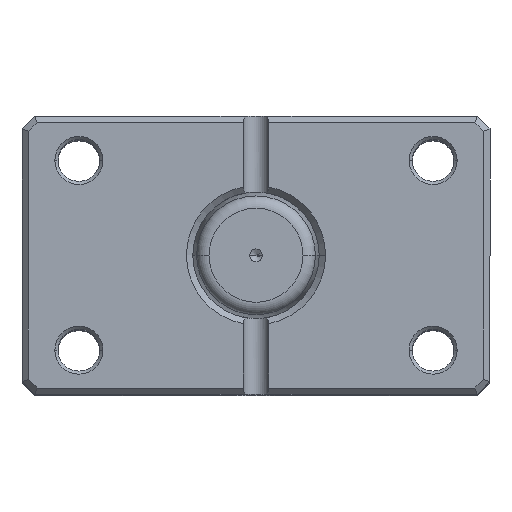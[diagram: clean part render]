
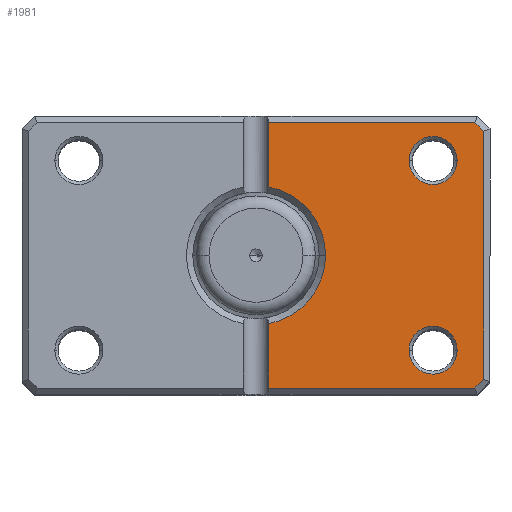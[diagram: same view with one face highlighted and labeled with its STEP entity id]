
A CAD part, top view. The second image highlights one B-rep face of the part: STEP entity #1981.
In plain terms, the highlighted face is planar.
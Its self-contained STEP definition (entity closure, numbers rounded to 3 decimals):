
#66 = CIRCLE ( 'NONE', #2223, 3.8 ) ;
#90 = ORIENTED_EDGE ( 'NONE', *, *, #4152, .T. ) ;
#158 = LINE ( 'NONE', #2277, #2523 ) ;
#288 = ORIENTED_EDGE ( 'NONE', *, *, #5570, .T. ) ;
#346 = CARTESIAN_POINT ( 'NONE',  ( -36., 19.586, 0. ) ) ;
#347 = FACE_BOUND ( 'NONE', #6275, .T. ) ;
#394 = EDGE_CURVE ( 'NONE', #450, #2325, #3451, .T. ) ;
#421 = CARTESIAN_POINT ( 'NONE',  ( 0., 21., 0. ) ) ;
#425 = CARTESIAN_POINT ( 'NONE',  ( -2., 22., 0. ) ) ;
#450 = VERTEX_POINT ( 'NONE', #5894 ) ;
#543 = DIRECTION ( 'NONE',  ( 0., -1., 0. ) ) ;
#663 = PLANE ( 'NONE',  #2874 ) ;
#683 = CARTESIAN_POINT ( 'NONE',  ( -34.586, -21., 0. ) ) ;
#689 = EDGE_CURVE ( 'NONE', #6202, #2682, #6033, .T. ) ;
#753 = ORIENTED_EDGE ( 'NONE', *, *, #1917, .T. ) ;
#773 = LINE ( 'NONE', #2759, #5968 ) ;
#794 = EDGE_CURVE ( 'NONE', #4576, #2726, #66, .T. ) ;
#830 = CARTESIAN_POINT ( 'NONE',  ( -2., 22., 0. ) ) ;
#839 = AXIS2_PLACEMENT_3D ( 'NONE', #6072, #6096, #6177 ) ;
#900 = EDGE_CURVE ( 'NONE', #4869, #5125, #4929, .T. ) ;
#1267 = DIRECTION ( 'NONE',  ( 0.707, 0.707, 0. ) ) ;
#1346 = DIRECTION ( 'NONE',  ( 0., -1., 0. ) ) ;
#1349 = CARTESIAN_POINT ( 'NONE',  ( -34.586, 21., 0. ) ) ;
#1476 = VERTEX_POINT ( 'NONE', #4191 ) ;
#1710 = CARTESIAN_POINT ( 'NONE',  ( -36., -19.586, 0. ) ) ;
#1732 = ORIENTED_EDGE ( 'NONE', *, *, #4342, .T. ) ;
#1780 = ORIENTED_EDGE ( 'NONE', *, *, #2378, .T. ) ;
#1781 = EDGE_CURVE ( 'NONE', #1476, #2281, #5936, .T. ) ;
#1823 = CARTESIAN_POINT ( 'NONE',  ( -2., -21., 0. ) ) ;
#1854 = EDGE_CURVE ( 'NONE', #5125, #4869, #2172, .T. ) ;
#1917 = EDGE_CURVE ( 'NONE', #2325, #5699, #2007, .T. ) ;
#1981 = ADVANCED_FACE ( 'NONE', ( #347, #4357, #5695 ), #663, .F. ) ;
#2007 = CIRCLE ( 'NONE', #839, 11. ) ;
#2172 = CIRCLE ( 'NONE', #5700, 3.8 ) ;
#2203 = AXIS2_PLACEMENT_3D ( 'NONE', #5690, #2698, #6194 ) ;
#2223 = AXIS2_PLACEMENT_3D ( 'NONE', #2891, #3309, #3458 ) ;
#2248 = DIRECTION ( 'NONE',  ( 0., 1., 0. ) ) ;
#2277 = CARTESIAN_POINT ( 'NONE',  ( -27.793, 27.793, 0. ) ) ;
#2281 = VERTEX_POINT ( 'NONE', #1823 ) ;
#2312 = CARTESIAN_POINT ( 'NONE',  ( -28., 15., 0. ) ) ;
#2325 = VERTEX_POINT ( 'NONE', #2790 ) ;
#2378 = EDGE_CURVE ( 'NONE', #3719, #450, #6160, .T. ) ;
#2443 = DIRECTION ( 'NONE',  ( 0., 0., 1. ) ) ;
#2523 = VECTOR ( 'NONE', #1267, 1000. ) ;
#2682 = VERTEX_POINT ( 'NONE', #1710 ) ;
#2698 = DIRECTION ( 'NONE',  ( 0., 0., 1. ) ) ;
#2702 = CARTESIAN_POINT ( 'NONE',  ( 0., 0., 0. ) ) ;
#2726 = VERTEX_POINT ( 'NONE', #5806 ) ;
#2746 = AXIS2_PLACEMENT_3D ( 'NONE', #5769, #2781, #6267 ) ;
#2759 = CARTESIAN_POINT ( 'NONE',  ( 0., -21., 0. ) ) ;
#2781 = DIRECTION ( 'NONE',  ( 0., 0., 1. ) ) ;
#2790 = CARTESIAN_POINT ( 'NONE',  ( -2., 10.817, 0. ) ) ;
#2869 = DIRECTION ( 'NONE',  ( 0., 0., 1. ) ) ;
#2874 = AXIS2_PLACEMENT_3D ( 'NONE', #2702, #2443, #4026 ) ;
#2891 = CARTESIAN_POINT ( 'NONE',  ( -28., -15., 0. ) ) ;
#2900 = ORIENTED_EDGE ( 'NONE', *, *, #900, .T. ) ;
#2924 = ORIENTED_EDGE ( 'NONE', *, *, #1781, .T. ) ;
#2982 = CARTESIAN_POINT ( 'NONE',  ( -27.793, -27.793, 0. ) ) ;
#3278 = CARTESIAN_POINT ( 'NONE',  ( -11., 0., 0. ) ) ;
#3297 = LINE ( 'NONE', #5735, #5482 ) ;
#3309 = DIRECTION ( 'NONE',  ( 0., 0., 1. ) ) ;
#3451 = LINE ( 'NONE', #830, #6117 ) ;
#3455 = ORIENTED_EDGE ( 'NONE', *, *, #794, .T. ) ;
#3458 = DIRECTION ( 'NONE',  ( 1., 0., 0. ) ) ;
#3603 = CARTESIAN_POINT ( 'NONE',  ( -24.2, 15., 0. ) ) ;
#3719 = VERTEX_POINT ( 'NONE', #1349 ) ;
#3969 = DIRECTION ( 'NONE',  ( -0.707, 0.707, 0. ) ) ;
#4026 = DIRECTION ( 'NONE',  ( 1., 0., 0. ) ) ;
#4064 = CARTESIAN_POINT ( 'NONE',  ( -28., 15., 0. ) ) ;
#4088 = DIRECTION ( 'NONE',  ( 0., 0., 1. ) ) ;
#4093 = ORIENTED_EDGE ( 'NONE', *, *, #5275, .T. ) ;
#4108 = DIRECTION ( 'NONE',  ( 1., 0., 0. ) ) ;
#4152 = EDGE_CURVE ( 'NONE', #2281, #6202, #773, .T. ) ;
#4191 = CARTESIAN_POINT ( 'NONE',  ( -2., -10.817, 0. ) ) ;
#4342 = EDGE_CURVE ( 'NONE', #5699, #1476, #4381, .T. ) ;
#4355 = CARTESIAN_POINT ( 'NONE',  ( -31.8, 15., 0. ) ) ;
#4357 = FACE_BOUND ( 'NONE', #5883, .T. ) ;
#4381 = CIRCLE ( 'NONE', #2746, 11. ) ;
#4576 = VERTEX_POINT ( 'NONE', #5483 ) ;
#4709 = EDGE_LOOP ( 'NONE', ( #5239, #753, #1732, #2924, #90, #4941, #6428, #4093, #1780 ) ) ;
#4781 = CIRCLE ( 'NONE', #2203, 3.8 ) ;
#4869 = VERTEX_POINT ( 'NONE', #4355 ) ;
#4929 = CIRCLE ( 'NONE', #6239, 3.8 ) ;
#4941 = ORIENTED_EDGE ( 'NONE', *, *, #689, .T. ) ;
#5125 = VERTEX_POINT ( 'NONE', #3603 ) ;
#5239 = ORIENTED_EDGE ( 'NONE', *, *, #394, .T. ) ;
#5275 = EDGE_CURVE ( 'NONE', #5815, #3719, #158, .T. ) ;
#5318 = DIRECTION ( 'NONE',  ( 1., 0., 0. ) ) ;
#5459 = DIRECTION ( 'NONE',  ( 1., 0., 0. ) ) ;
#5482 = VECTOR ( 'NONE', #2248, 1000. ) ;
#5483 = CARTESIAN_POINT ( 'NONE',  ( -31.8, -15., 0. ) ) ;
#5570 = EDGE_CURVE ( 'NONE', #2726, #4576, #4781, .T. ) ;
#5656 = EDGE_CURVE ( 'NONE', #2682, #5815, #3297, .T. ) ;
#5690 = CARTESIAN_POINT ( 'NONE',  ( -28., -15., 0. ) ) ;
#5695 = FACE_OUTER_BOUND ( 'NONE', #4709, .T. ) ;
#5699 = VERTEX_POINT ( 'NONE', #3278 ) ;
#5700 = AXIS2_PLACEMENT_3D ( 'NONE', #4064, #4088, #4108 ) ;
#5735 = CARTESIAN_POINT ( 'NONE',  ( -36., 0., 0. ) ) ;
#5769 = CARTESIAN_POINT ( 'NONE',  ( 0., 0., 0. ) ) ;
#5773 = VECTOR ( 'NONE', #543, 1000. ) ;
#5806 = CARTESIAN_POINT ( 'NONE',  ( -24.2, -15., 0. ) ) ;
#5815 = VERTEX_POINT ( 'NONE', #346 ) ;
#5883 = EDGE_LOOP ( 'NONE', ( #2900, #6250 ) ) ;
#5894 = CARTESIAN_POINT ( 'NONE',  ( -2., 21., 0. ) ) ;
#5936 = LINE ( 'NONE', #425, #5773 ) ;
#5968 = VECTOR ( 'NONE', #6242, 1000. ) ;
#6006 = VECTOR ( 'NONE', #5318, 1000. ) ;
#6033 = LINE ( 'NONE', #2982, #6186 ) ;
#6072 = CARTESIAN_POINT ( 'NONE',  ( 0., 0., 0. ) ) ;
#6096 = DIRECTION ( 'NONE',  ( 0., 0., 1. ) ) ;
#6117 = VECTOR ( 'NONE', #1346, 1000. ) ;
#6160 = LINE ( 'NONE', #421, #6006 ) ;
#6177 = DIRECTION ( 'NONE',  ( 1., 0., 0. ) ) ;
#6186 = VECTOR ( 'NONE', #3969, 1000. ) ;
#6194 = DIRECTION ( 'NONE',  ( 1., 0., 0. ) ) ;
#6202 = VERTEX_POINT ( 'NONE', #683 ) ;
#6239 = AXIS2_PLACEMENT_3D ( 'NONE', #2312, #2869, #5459 ) ;
#6242 = DIRECTION ( 'NONE',  ( -1., 0., 0. ) ) ;
#6250 = ORIENTED_EDGE ( 'NONE', *, *, #1854, .T. ) ;
#6267 = DIRECTION ( 'NONE',  ( 1., 0., 0. ) ) ;
#6275 = EDGE_LOOP ( 'NONE', ( #3455, #288 ) ) ;
#6428 = ORIENTED_EDGE ( 'NONE', *, *, #5656, .T. ) ;
